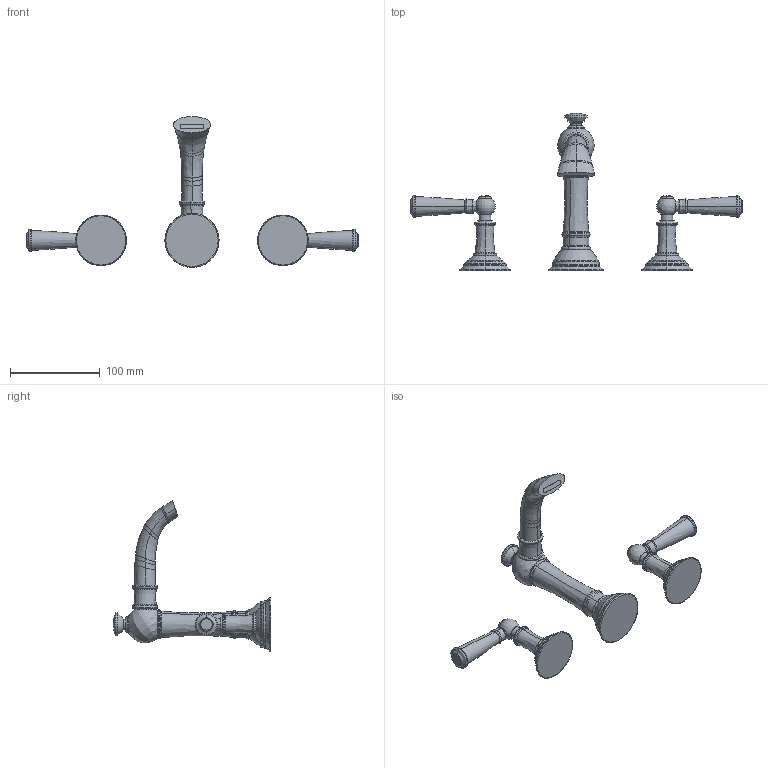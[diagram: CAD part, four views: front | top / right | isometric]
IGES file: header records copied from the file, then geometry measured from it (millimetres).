
Start section:  PTC IGES file: 2410.igs
Global section: file name: 2410.igs; native system: Creo Parametric by PTC Inc.; preprocessor: 2018400; author: jinson.thomas; organization: Unknown; date: 20201127.105828; units: inch
Bounding box: 370.84 x 176.07 x 168.54 mm (x, y, z)
Volume: 331922.7 mm3; surface area: 63091 mm2
Topology: 3 solids, 3 shells, 283 faces, 616 edges, 344 vertices
Faces by surface type: revolution 220, bspline 63
